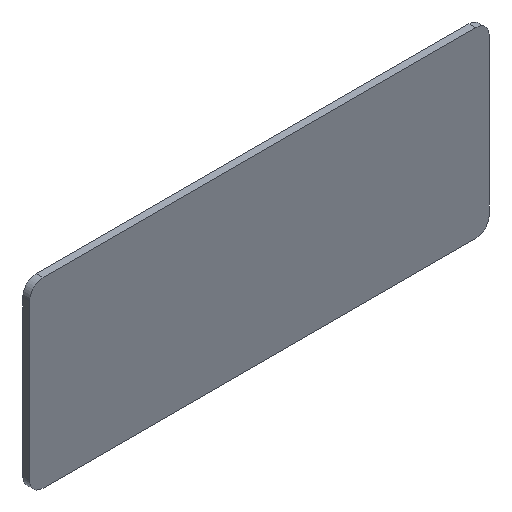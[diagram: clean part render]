
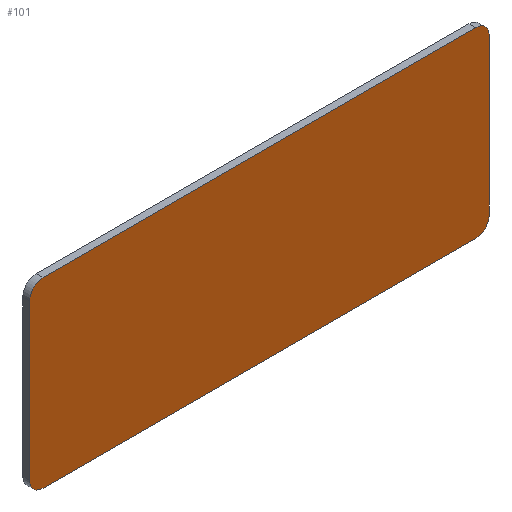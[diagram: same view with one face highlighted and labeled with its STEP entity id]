
A CAD part, isometric view. The second image highlights one B-rep face of the part: STEP entity #101.
In plain terms, the highlighted planar face has unit normal (0, -1, 0).
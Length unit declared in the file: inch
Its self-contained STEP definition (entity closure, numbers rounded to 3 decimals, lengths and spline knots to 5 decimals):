
#101=ADVANCED_FACE('',(#117),#111,.T.);
#111=PLANE('',#274);
#117=FACE_OUTER_BOUND('',#127,.T.);
#127=EDGE_LOOP('',(#176,#177,#178,#179,#180,#181,#182,#183));
#140=LINE('',#355,#156);
#141=LINE('',#360,#157);
#142=LINE('',#364,#158);
#143=LINE('',#368,#159);
#156=VECTOR('',#299,1.);
#157=VECTOR('',#302,1.);
#158=VECTOR('',#305,1.);
#159=VECTOR('',#308,1.);
#176=ORIENTED_EDGE('',*,*,#240,.T.);
#177=ORIENTED_EDGE('',*,*,#241,.T.);
#178=ORIENTED_EDGE('',*,*,#242,.T.);
#179=ORIENTED_EDGE('',*,*,#243,.T.);
#180=ORIENTED_EDGE('',*,*,#244,.T.);
#181=ORIENTED_EDGE('',*,*,#245,.T.);
#182=ORIENTED_EDGE('',*,*,#246,.T.);
#183=ORIENTED_EDGE('',*,*,#247,.T.);
#224=VERTEX_POINT('',#356);
#225=VERTEX_POINT('',#357);
#226=VERTEX_POINT('',#359);
#227=VERTEX_POINT('',#361);
#228=VERTEX_POINT('',#363);
#229=VERTEX_POINT('',#365);
#230=VERTEX_POINT('',#367);
#231=VERTEX_POINT('',#369);
#240=EDGE_CURVE('',#224,#225,#140,.T.);
#241=EDGE_CURVE('',#225,#226,#260,.T.);
#242=EDGE_CURVE('',#226,#227,#141,.T.);
#243=EDGE_CURVE('',#227,#228,#261,.T.);
#244=EDGE_CURVE('',#228,#229,#142,.T.);
#245=EDGE_CURVE('',#229,#230,#262,.T.);
#246=EDGE_CURVE('',#230,#231,#143,.T.);
#247=EDGE_CURVE('',#231,#224,#263,.T.);
#260=CIRCLE('',#270,0.5);
#261=CIRCLE('',#271,0.5);
#262=CIRCLE('',#272,0.5);
#263=CIRCLE('',#273,0.5);
#270=AXIS2_PLACEMENT_3D('',#358,#300,#301);
#271=AXIS2_PLACEMENT_3D('',#362,#303,#304);
#272=AXIS2_PLACEMENT_3D('',#366,#306,#307);
#273=AXIS2_PLACEMENT_3D('',#370,#309,#310);
#274=AXIS2_PLACEMENT_3D('',#371,#311,#312);
#299=DIRECTION('',(1.,0.,0.));
#300=DIRECTION('',(0.,-1.,0.));
#301=DIRECTION('',(1.,0.,0.));
#302=DIRECTION('',(0.,0.,1.));
#303=DIRECTION('',(0.,-1.,0.));
#304=DIRECTION('',(1.,0.,0.));
#305=DIRECTION('',(-1.,0.,0.));
#306=DIRECTION('',(0.,-1.,0.));
#307=DIRECTION('',(1.,0.,0.));
#308=DIRECTION('',(0.,0.,-1.));
#309=DIRECTION('',(0.,-1.,0.));
#310=DIRECTION('',(1.,0.,0.));
#311=DIRECTION('',(0.,-1.,0.));
#312=DIRECTION('',(0.,0.,-1.));
#355=CARTESIAN_POINT('',(-19.5,0.,2.25));
#356=CARTESIAN_POINT('',(-19.5,0.,2.25));
#357=CARTESIAN_POINT('',(-3.5,0.,2.25));
#358=CARTESIAN_POINT('',(-3.5,0.,2.75));
#359=CARTESIAN_POINT('',(-3.,0.,2.75));
#360=CARTESIAN_POINT('',(-3.,0.,2.75));
#361=CARTESIAN_POINT('',(-3.,0.,8.5));
#362=CARTESIAN_POINT('',(-3.5,0.,8.5));
#363=CARTESIAN_POINT('',(-3.5,0.,9.));
#364=CARTESIAN_POINT('',(-3.5,0.,9.));
#365=CARTESIAN_POINT('',(-19.5,0.,9.));
#366=CARTESIAN_POINT('',(-19.5,0.,8.5));
#367=CARTESIAN_POINT('',(-20.,0.,8.5));
#368=CARTESIAN_POINT('',(-20.,0.,8.5));
#369=CARTESIAN_POINT('',(-20.,0.,2.75));
#370=CARTESIAN_POINT('',(-19.5,0.,2.75));
#371=CARTESIAN_POINT('',(-19.5,0.,2.75));
